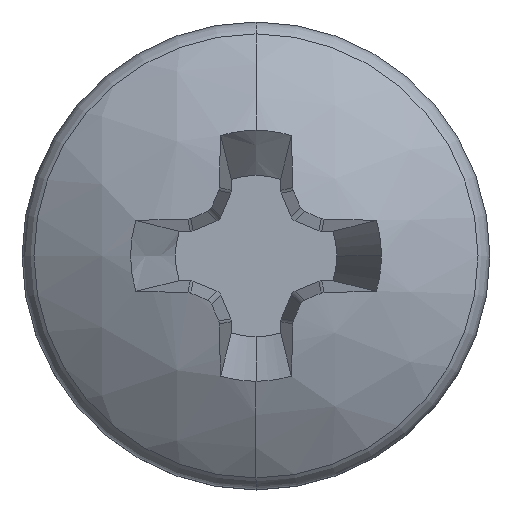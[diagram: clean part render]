
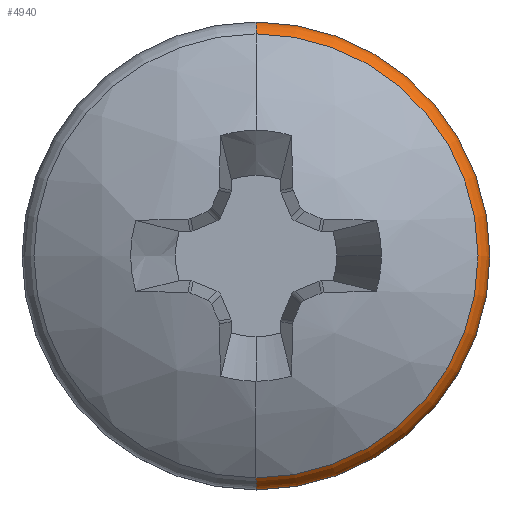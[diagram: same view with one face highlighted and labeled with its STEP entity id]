
A CAD part, top view. The second image highlights one B-rep face of the part: STEP entity #4940.
In plain terms, the highlighted toroidal (fillet/blend) face has major radius 2.416 mm and minor radius 0.366 mm.
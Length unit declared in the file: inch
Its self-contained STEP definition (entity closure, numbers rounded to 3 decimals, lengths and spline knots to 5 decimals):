
#634 = DIRECTION ( 'NONE',  ( 0., -1., 0. ) ) ;
#647 = DIRECTION ( 'NONE',  ( 0., -1., 0. ) ) ;
#706 = VERTEX_POINT ( 'NONE', #11508 ) ;
#994 = EDGE_CURVE ( 'NONE', #17261, #706, #16508, .T. ) ;
#1012 = CIRCLE ( 'NONE', #7835, 0.10391 ) ;
#2013 = CARTESIAN_POINT ( 'NONE',  ( 0., 0., 1.03312 ) ) ;
#2780 = EDGE_CURVE ( 'NONE', #706, #6625, #4879, .T. ) ;
#3464 = FACE_OUTER_BOUND ( 'NONE', #15141, .T. ) ;
#3734 = EDGE_CURVE ( 'NONE', #14256, #9601, #1012, .T. ) ;
#3914 = AXIS2_PLACEMENT_3D ( 'NONE', #12100, #14701, #6525 ) ;
#4606 = CARTESIAN_POINT ( 'NONE',  ( 0., 0.10391, 1.04452 ) ) ;
#4879 = CIRCLE ( 'NONE', #16641, 0.1095 ) ;
#4940 = ADVANCED_FACE ( 'NONE', ( #3464 ), #12213, .T. ) ;
#6322 = CARTESIAN_POINT ( 'NONE',  ( 0., 0., 1.03312 ) ) ;
#6438 = DIRECTION ( 'NONE',  ( 0., 1., 0. ) ) ;
#6525 = DIRECTION ( 'NONE',  ( 0., -1., 0. ) ) ;
#6604 = DIRECTION ( 'NONE',  ( 1., 0., 0. ) ) ;
#6625 = VERTEX_POINT ( 'NONE', #8637 ) ;
#6915 = ORIENTED_EDGE ( 'NONE', *, *, #3734, .F. ) ;
#7380 = DIRECTION ( 'NONE',  ( 0., 0., 1. ) ) ;
#7835 = AXIS2_PLACEMENT_3D ( 'NONE', #8803, #7380, #647 ) ;
#8456 = CARTESIAN_POINT ( 'NONE',  ( 0., -0.1095, 1.03312 ) ) ;
#8637 = CARTESIAN_POINT ( 'NONE',  ( 0., 0.1095, 1.03312 ) ) ;
#8644 = AXIS2_PLACEMENT_3D ( 'NONE', #15110, #9316, #9551 ) ;
#8720 = ORIENTED_EDGE ( 'NONE', *, *, #2780, .T. ) ;
#8803 = CARTESIAN_POINT ( 'NONE',  ( 0., 0., 1.04452 ) ) ;
#9316 = DIRECTION ( 'NONE',  ( -1., 0., 0. ) ) ;
#9551 = DIRECTION ( 'NONE',  ( 0., 0., 1. ) ) ;
#9601 = VERTEX_POINT ( 'NONE', #4606 ) ;
#10435 = CARTESIAN_POINT ( 'NONE',  ( 0., -0.10391, 1.04452 ) ) ;
#10989 = ORIENTED_EDGE ( 'NONE', *, *, #12424, .T. ) ;
#11508 = CARTESIAN_POINT ( 'NONE',  ( 0.1095, 0., 1.03312 ) ) ;
#11897 = EDGE_CURVE ( 'NONE', #17261, #14256, #16311, .T. ) ;
#12100 = CARTESIAN_POINT ( 'NONE',  ( 0., 0., 1.03312 ) ) ;
#12213 = TOROIDAL_SURFACE ( 'NONE', #14556, 0.0951, 0.0144 ) ;
#12417 = ORIENTED_EDGE ( 'NONE', *, *, #994, .T. ) ;
#12424 = EDGE_CURVE ( 'NONE', #6625, #9601, #14959, .T. ) ;
#13217 = DIRECTION ( 'NONE',  ( 0., 0., 1. ) ) ;
#13407 = AXIS2_PLACEMENT_3D ( 'NONE', #14661, #6604, #6438 ) ;
#14256 = VERTEX_POINT ( 'NONE', #10435 ) ;
#14556 = AXIS2_PLACEMENT_3D ( 'NONE', #6322, #13217, #15939 ) ;
#14661 = CARTESIAN_POINT ( 'NONE',  ( 0., 0.0951, 1.03312 ) ) ;
#14701 = DIRECTION ( 'NONE',  ( 0., 0., 1. ) ) ;
#14959 = CIRCLE ( 'NONE', #13407, 0.0144 ) ;
#15110 = CARTESIAN_POINT ( 'NONE',  ( 0., -0.0951, 1.03312 ) ) ;
#15141 = EDGE_LOOP ( 'NONE', ( #8720, #10989, #6915, #15468, #12417 ) ) ;
#15468 = ORIENTED_EDGE ( 'NONE', *, *, #11897, .F. ) ;
#15939 = DIRECTION ( 'NONE',  ( 0., -1., 0. ) ) ;
#16311 = CIRCLE ( 'NONE', #8644, 0.0144 ) ;
#16508 = CIRCLE ( 'NONE', #3914, 0.1095 ) ;
#16641 = AXIS2_PLACEMENT_3D ( 'NONE', #2013, #17128, #634 ) ;
#17128 = DIRECTION ( 'NONE',  ( 0., 0., 1. ) ) ;
#17261 = VERTEX_POINT ( 'NONE', #8456 ) ;
